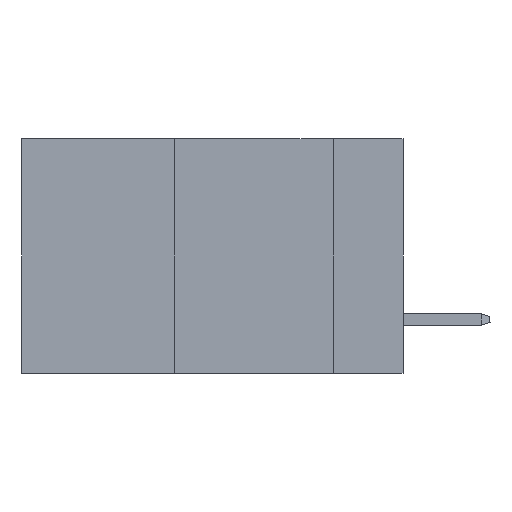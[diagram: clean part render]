
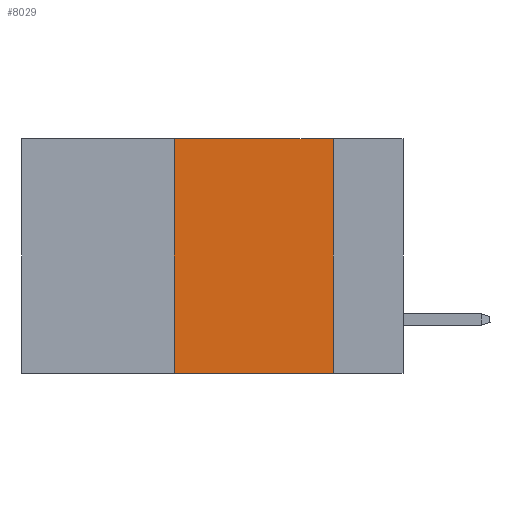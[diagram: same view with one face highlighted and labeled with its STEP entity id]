
A CAD part, left-side view. The second image highlights one B-rep face of the part: STEP entity #8029.
In plain terms, the highlighted planar face has unit normal (-1, 0, 0).
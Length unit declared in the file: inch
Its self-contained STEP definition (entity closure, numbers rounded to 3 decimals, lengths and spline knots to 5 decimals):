
#254 = VECTOR ( 'NONE', #11267, 39.37008 ) ;
#705 = VERTEX_POINT ( 'NONE', #11117 ) ;
#1465 = CARTESIAN_POINT ( 'NONE',  ( 0., 0.6, 0. ) ) ;
#1906 = EDGE_LOOP ( 'NONE', ( #12892, #14861, #5647, #9160 ) ) ;
#3033 = LINE ( 'NONE', #12102, #8537 ) ;
#3784 = EDGE_CURVE ( 'NONE', #705, #5818, #13871, .T. ) ;
#4025 = PLANE ( 'NONE',  #16251 ) ;
#4108 = DIRECTION ( 'NONE',  ( 1., 0., 0. ) ) ;
#4380 = DIRECTION ( 'NONE',  ( 0., 0., -1. ) ) ;
#4466 = VECTOR ( 'NONE', #6224, 39.37008 ) ;
#4613 = EDGE_CURVE ( 'NONE', #6411, #5818, #3033, .T. ) ;
#4751 = CARTESIAN_POINT ( 'NONE',  ( 0., 0.11, -0.37 ) ) ;
#5636 = CARTESIAN_POINT ( 'NONE',  ( 0., 0.11, 0. ) ) ;
#5647 = ORIENTED_EDGE ( 'NONE', *, *, #10200, .F. ) ;
#5818 = VERTEX_POINT ( 'NONE', #4751 ) ;
#5990 = CARTESIAN_POINT ( 'NONE',  ( 0., 0.6, -0.37 ) ) ;
#6224 = DIRECTION ( 'NONE',  ( 0., 0., 1. ) ) ;
#6411 = VERTEX_POINT ( 'NONE', #5636 ) ;
#7928 = FACE_OUTER_BOUND ( 'NONE', #1906, .T. ) ;
#8029 = ADVANCED_FACE ( 'NONE', ( #7928 ), #4025, .F. ) ;
#8305 = DIRECTION ( 'NONE',  ( 0., 0., -1. ) ) ;
#8537 = VECTOR ( 'NONE', #8305, 39.37008 ) ;
#8864 = CARTESIAN_POINT ( 'NONE',  ( 0., 0.36, 0. ) ) ;
#9034 = CARTESIAN_POINT ( 'NONE',  ( 0., 0.36, 0. ) ) ;
#9160 = ORIENTED_EDGE ( 'NONE', *, *, #3784, .T. ) ;
#9536 = VECTOR ( 'NONE', #12294, 39.37008 ) ;
#9835 = VERTEX_POINT ( 'NONE', #9034 ) ;
#10200 = EDGE_CURVE ( 'NONE', #705, #9835, #14109, .T. ) ;
#10711 = LINE ( 'NONE', #16054, #9536 ) ;
#11117 = CARTESIAN_POINT ( 'NONE',  ( 0., 0.36, -0.37 ) ) ;
#11267 = DIRECTION ( 'NONE',  ( 0., -1., 0. ) ) ;
#12102 = CARTESIAN_POINT ( 'NONE',  ( 0., 0.11, 0. ) ) ;
#12294 = DIRECTION ( 'NONE',  ( 0., -1., 0. ) ) ;
#12892 = ORIENTED_EDGE ( 'NONE', *, *, #4613, .F. ) ;
#13871 = LINE ( 'NONE', #5990, #254 ) ;
#14109 = LINE ( 'NONE', #8864, #4466 ) ;
#14241 = EDGE_CURVE ( 'NONE', #9835, #6411, #10711, .T. ) ;
#14861 = ORIENTED_EDGE ( 'NONE', *, *, #14241, .F. ) ;
#16054 = CARTESIAN_POINT ( 'NONE',  ( 0., 0.6, 0. ) ) ;
#16251 = AXIS2_PLACEMENT_3D ( 'NONE', #1465, #4108, #4380 ) ;
